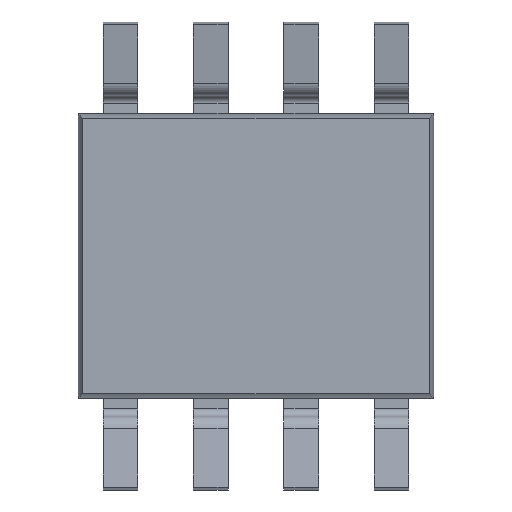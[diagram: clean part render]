
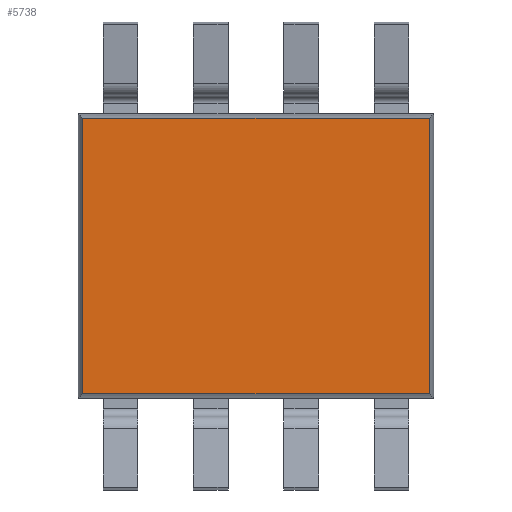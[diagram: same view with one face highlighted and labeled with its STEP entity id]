
A CAD part, front view. The second image highlights one B-rep face of the part: STEP entity #5738.
In plain terms, the highlighted planar face has unit normal (0, -1, 0).
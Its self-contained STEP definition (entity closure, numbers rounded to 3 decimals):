
#94 = EDGE_CURVE ( 'NONE', #1777, #5052, #369, .T. ) ;
#369 = LINE ( 'NONE', #5055, #2386 ) ;
#1432 = CARTESIAN_POINT ( 'NONE',  ( 58.95, 0., 1.936 ) ) ;
#1467 = VERTEX_POINT ( 'NONE', #6229 ) ;
#1477 = EDGE_CURVE ( 'NONE', #4729, #1467, #4962, .T. ) ;
#1687 = EDGE_CURVE ( 'NONE', #1467, #1777, #4174, .T. ) ;
#1777 = VERTEX_POINT ( 'NONE', #8912 ) ;
#2386 = VECTOR ( 'NONE', #7112, 1000. ) ;
#2864 = AXIS2_PLACEMENT_3D ( 'NONE', #7636, #4109, #4024 ) ;
#3255 = DIRECTION ( 'NONE',  ( 0., 0., -1. ) ) ;
#3639 = ORIENTED_EDGE ( 'NONE', *, *, #94, .T. ) ;
#4024 = DIRECTION ( 'NONE',  ( 0., 0., 1. ) ) ;
#4109 = DIRECTION ( 'NONE',  ( 0., 1., 0. ) ) ;
#4174 = LINE ( 'NONE', #5618, #6524 ) ;
#4277 = CARTESIAN_POINT ( 'NONE',  ( 2.436, 0., 1.936 ) ) ;
#4530 = EDGE_CURVE ( 'NONE', #4729, #5052, #5964, .T. ) ;
#4729 = VERTEX_POINT ( 'NONE', #4277 ) ;
#4962 = LINE ( 'NONE', #1432, #6965 ) ;
#5052 = VERTEX_POINT ( 'NONE', #6343 ) ;
#5055 = CARTESIAN_POINT ( 'NONE',  ( 58.95, 0., -1.936 ) ) ;
#5514 = FACE_OUTER_BOUND ( 'NONE', #6747, .T. ) ;
#5618 = CARTESIAN_POINT ( 'NONE',  ( -2.436, 0., 59.45 ) ) ;
#5738 = ADVANCED_FACE ( 'NONE', ( #5514 ), #6905, .F. ) ;
#5768 = ORIENTED_EDGE ( 'NONE', *, *, #1477, .T. ) ;
#5964 = LINE ( 'NONE', #8704, #6022 ) ;
#6022 = VECTOR ( 'NONE', #3255, 1000. ) ;
#6229 = CARTESIAN_POINT ( 'NONE',  ( -2.436, 0., 1.936 ) ) ;
#6254 = DIRECTION ( 'NONE',  ( 0., 0., -1. ) ) ;
#6343 = CARTESIAN_POINT ( 'NONE',  ( 2.436, 0., -1.936 ) ) ;
#6524 = VECTOR ( 'NONE', #6254, 1000. ) ;
#6747 = EDGE_LOOP ( 'NONE', ( #7087, #5768, #7957, #3639 ) ) ;
#6905 = PLANE ( 'NONE',  #2864 ) ;
#6941 = DIRECTION ( 'NONE',  ( -1., 0., 0. ) ) ;
#6965 = VECTOR ( 'NONE', #6941, 1000. ) ;
#7087 = ORIENTED_EDGE ( 'NONE', *, *, #4530, .F. ) ;
#7112 = DIRECTION ( 'NONE',  ( 1., 0., 0. ) ) ;
#7636 = CARTESIAN_POINT ( 'NONE',  ( 0., 0., 0. ) ) ;
#7957 = ORIENTED_EDGE ( 'NONE', *, *, #1687, .T. ) ;
#8704 = CARTESIAN_POINT ( 'NONE',  ( 2.436, 0., 59.45 ) ) ;
#8912 = CARTESIAN_POINT ( 'NONE',  ( -2.436, 0., -1.936 ) ) ;
